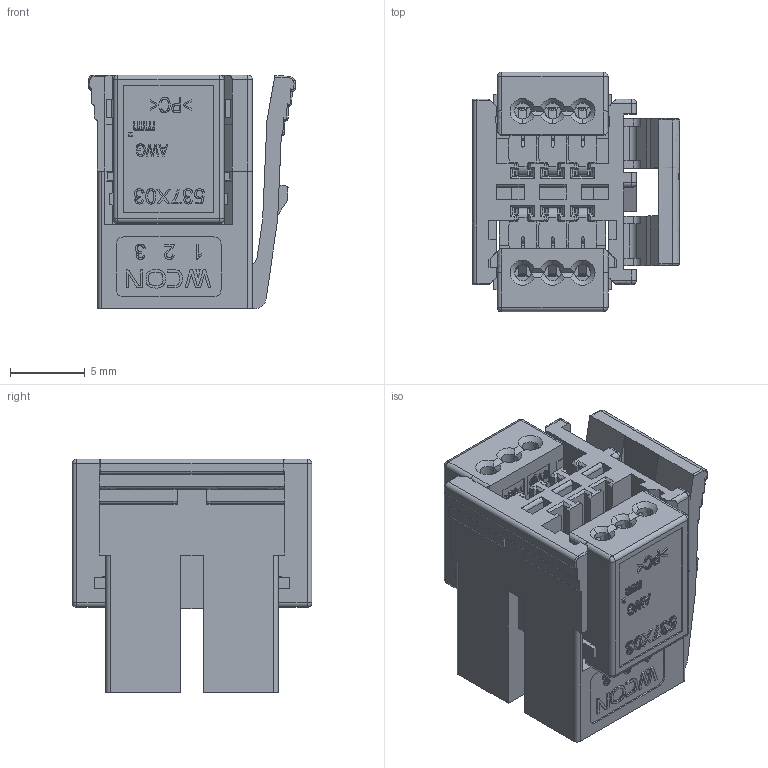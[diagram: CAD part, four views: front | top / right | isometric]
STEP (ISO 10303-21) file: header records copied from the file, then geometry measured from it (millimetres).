
FILE_DESCRIPTION( ('This file contains a STEP AP42 implementation' ,'as created by ZW3D STEP Interface translator.') ,'2;1' );
FILE_NAME( '5371-203XXXXXWX01W.stp' ,'2312 1.103456', (''), ('ZWCAD Software Co.'), 'Version 1.0', 'ZW3D to STEP translator', '' );
FILE_SCHEMA(('AUTOMOTIVE_DESIGN { 1 0 10303 214 1 1 1 1 }'));
Length unit declared in the file: millimetre
Products named in the file (2): 0; 5371-asm_2. mini clamp001
Bounding box: 13.83 x 16 x 15.6 mm (x, y, z)
Surface area: 3356.4 mm2 (no closed solid volume)
Topology: 0 solids, 1 shells, 2789 faces, 7797 edges, 5085 vertices
Faces by surface type: plane 1697, bspline 915, cylinder 128, sphere 35, cone 14
Entity records: 100559 total; most frequent: CARTESIAN_POINT 31457, ORIENTED_EDGE 15544, DIRECTION 10694, EDGE_CURVE 7797, VECTOR 5556, LINE 5556, VERTEX_POINT 5085, EDGE_LOOP 2938
